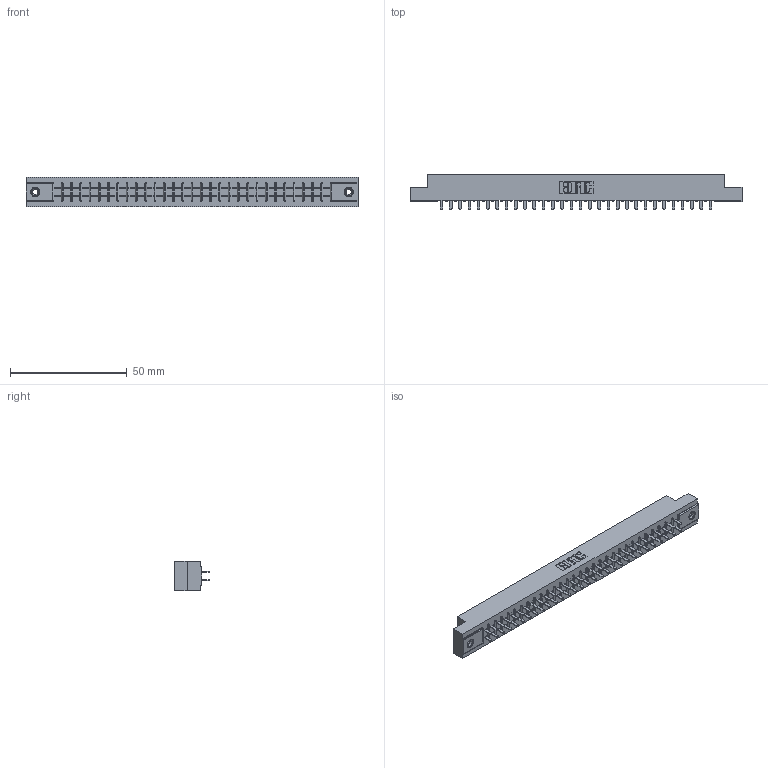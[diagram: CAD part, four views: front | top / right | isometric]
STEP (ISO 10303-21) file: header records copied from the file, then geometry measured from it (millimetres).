
FILE_DESCRIPTION (( 'STEP AP203' ), '1' );
FILE_NAME ('305-060-521-508.STEP', '2019-09-10T01:15:47', ( '' ), ( '' ), 'SwSTEP 2.0', 'SolidWorks 2016', '' );
FILE_SCHEMA (( 'CONFIG_CONTROL_DESIGN' ));
Length unit declared in the file: inch
Products named in the file (4): 305-060-521-508; 305-290-001_521; 345-250-001_345-250-003-102; 305 Part_.156 Dia
Assembly tree (63 placements, depth 2):
  305-060-521-508
    305 Part_.156 Dia
    305-290-001_521  x60
    345-250-001_345-250-003-102  x2
Bounding box: 141.88 x 14.86 x 12.7 mm (x, y, z)
Volume: 14252 mm3; surface area: 18259.9 mm2
Topology: 63 solids, 63 shells, 2936 faces, 8342 edges, 5392 vertices
Faces by surface type: plane 1720, cylinder 1080, sphere 120, cone 12, torus 4
Entity records: 35008 total; most frequent: CARTESIAN_POINT 5775, ORIENTED_EDGE 5724, DIRECTION 5606, EDGE_CURVE 2862, VECTOR 2300, LINE 2300, VERTEX_POINT 1822, AXIS2_PLACEMENT_3D 1653
